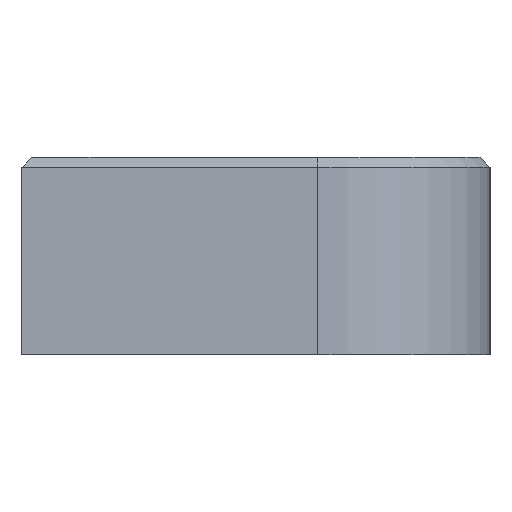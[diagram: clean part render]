
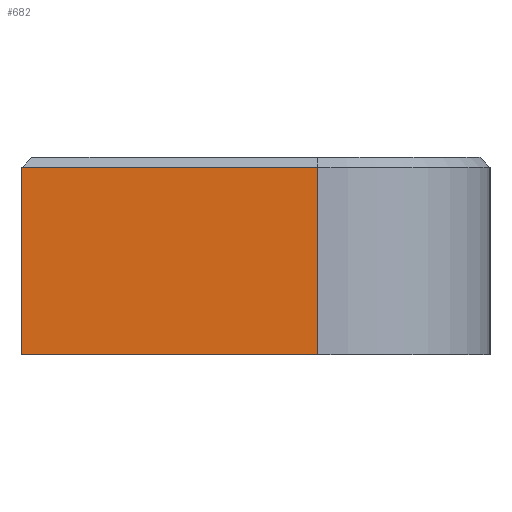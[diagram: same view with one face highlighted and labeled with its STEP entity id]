
A CAD part, left-side view. The second image highlights one B-rep face of the part: STEP entity #682.
In plain terms, the highlighted planar face has unit normal (-1, 0, 0).
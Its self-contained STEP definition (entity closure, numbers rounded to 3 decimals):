
#395=CARTESIAN_POINT('',(-6.,15.,4.));
#396=VERTEX_POINT('',#395);
#455=CARTESIAN_POINT('',(-6.,3.,4.));
#456=VERTEX_POINT('',#455);
#464=CARTESIAN_POINT('',(-6.,3.,4.));
#465=DIRECTION('',(0.,1.,0.));
#466=VECTOR('',#465,12.);
#467=LINE('',#464,#466);
#468=EDGE_CURVE('',#456,#396,#467,.T.);
#652=CARTESIAN_POINT('',(-6.,5.5,4.));
#653=DIRECTION('',(1.,0.,0.));
#654=DIRECTION('',(0.,0.,-1.));
#655=AXIS2_PLACEMENT_3D('',#652,#653,#654);
#656=PLANE('',#655);
#657=CARTESIAN_POINT('',(-6.,3.,11.6));
#658=VERTEX_POINT('',#657);
#659=CARTESIAN_POINT('',(-6.,3.,4.));
#660=DIRECTION('',(-0.,-0.,1.));
#661=VECTOR('',#660,7.6);
#662=LINE('',#659,#661);
#663=EDGE_CURVE('',#456,#658,#662,.T.);
#664=ORIENTED_EDGE('',*,*,#663,.T.);
#665=CARTESIAN_POINT('',(-6.,15.,11.6));
#666=VERTEX_POINT('',#665);
#667=CARTESIAN_POINT('',(-6.,3.,11.6));
#668=DIRECTION('',(0.,1.,0.));
#669=VECTOR('',#668,12.);
#670=LINE('',#667,#669);
#671=EDGE_CURVE('',#658,#666,#670,.T.);
#672=ORIENTED_EDGE('',*,*,#671,.T.);
#673=CARTESIAN_POINT('',(-6.,15.,4.));
#674=DIRECTION('',(-0.,0.,1.));
#675=VECTOR('',#674,7.6);
#676=LINE('',#673,#675);
#677=EDGE_CURVE('',#396,#666,#676,.T.);
#678=ORIENTED_EDGE('',*,*,#677,.F.);
#679=ORIENTED_EDGE('',*,*,#468,.F.);
#680=EDGE_LOOP('',(#664,#672,#678,#679));
#681=FACE_BOUND('',#680,.T.);
#682=ADVANCED_FACE('',(#681),#656,.F.);
